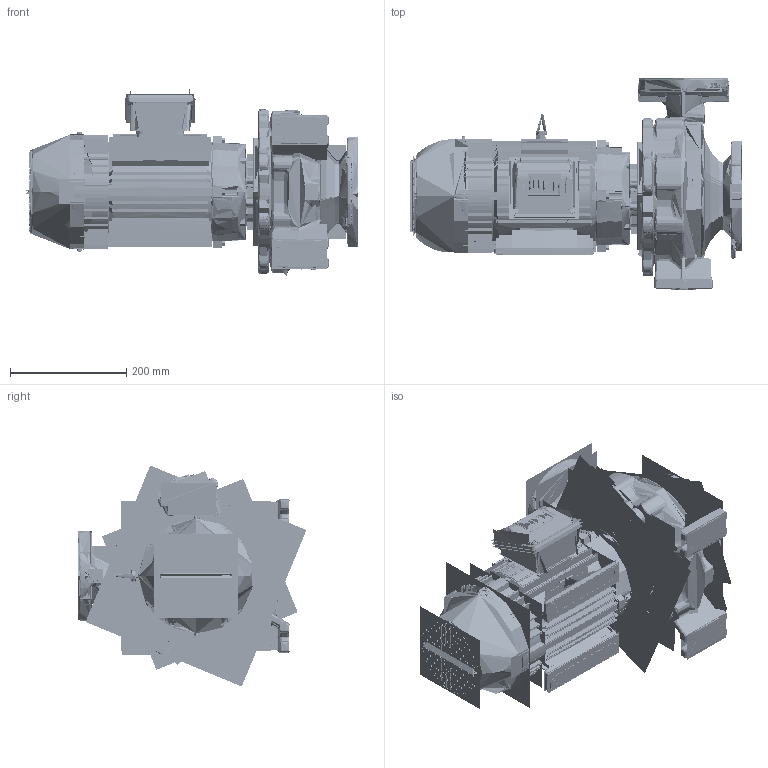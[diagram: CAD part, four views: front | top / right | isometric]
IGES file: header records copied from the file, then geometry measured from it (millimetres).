
Start section:  PTC IGES file: 87233378-00    080-050-200 F 5 T 4P 60 4V,RT2 06.igs
Bounding box: 571.73 x 394.12 x 380.63 mm (x, y, z)
Volume: 25360051.7 mm3; surface area: 20009487.7 mm2
Topology: 19 solids, 38 shells, 19973 faces, 122892 edges, 170842 vertices
Faces by surface type: bspline 11880, revolution 8079, extrusion 14
